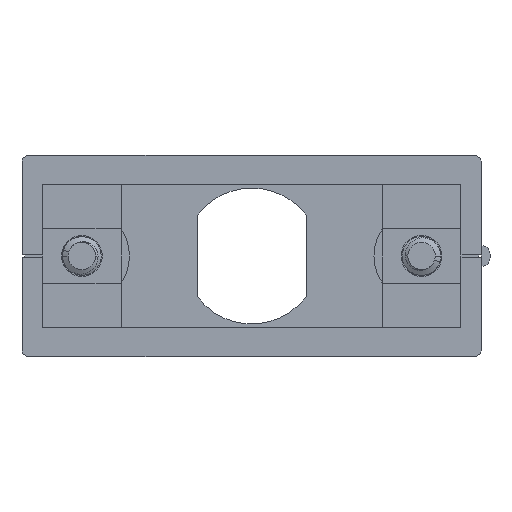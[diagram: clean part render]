
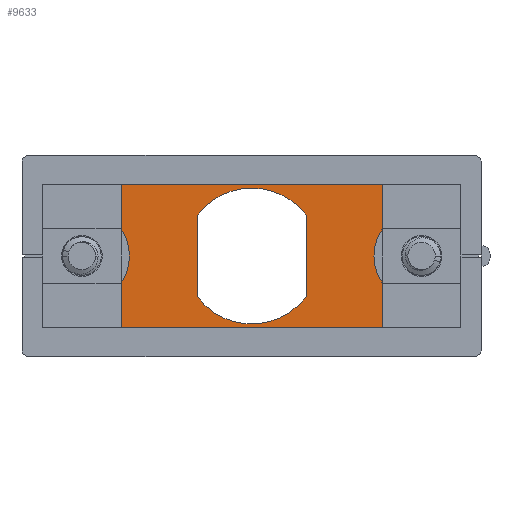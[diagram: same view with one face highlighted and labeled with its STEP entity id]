
A CAD part, front view. The second image highlights one B-rep face of the part: STEP entity #9633.
In plain terms, the highlighted planar face has unit normal (0, -1, 0).
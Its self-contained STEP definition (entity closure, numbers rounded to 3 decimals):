
#9 = CARTESIAN_POINT ( 'NONE',  ( 4., 14.7, -3. ) ) ;
#85 = VERTEX_POINT ( 'NONE', #3865 ) ;
#126 = CARTESIAN_POINT ( 'NONE',  ( 9.594, 14.7, 6.35 ) ) ;
#137 = CARTESIAN_POINT ( 'NONE',  ( -4., 14.7, 3. ) ) ;
#828 = PLANE ( 'NONE',  #15670 ) ;
#1055 = ORIENTED_EDGE ( 'NONE', *, *, #15157, .T. ) ;
#1349 = ORIENTED_EDGE ( 'NONE', *, *, #14390, .T. ) ;
#1572 = DIRECTION ( 'NONE',  ( 0., 1., 0. ) ) ;
#1629 = CIRCLE ( 'NONE', #11021, 5. ) ;
#1663 = EDGE_CURVE ( 'NONE', #5700, #2503, #15213, .T. ) ;
#1766 = ORIENTED_EDGE ( 'NONE', *, *, #10549, .T. ) ;
#1833 = VECTOR ( 'NONE', #10570, 1000. ) ;
#1872 = ORIENTED_EDGE ( 'NONE', *, *, #16036, .T. ) ;
#1954 = LINE ( 'NONE', #16531, #7660 ) ;
#2141 = DIRECTION ( 'NONE',  ( -1., 0., 0. ) ) ;
#2456 = CARTESIAN_POINT ( 'NONE',  ( -9.594, 14.7, -6.35 ) ) ;
#2503 = VERTEX_POINT ( 'NONE', #9 ) ;
#2558 = EDGE_LOOP ( 'NONE', ( #1766, #1055, #10981, #10227 ) ) ;
#2639 = CARTESIAN_POINT ( 'NONE',  ( 9.594, 14.7, 6.35 ) ) ;
#2867 = CIRCLE ( 'NONE', #12316, 5. ) ;
#3142 = CARTESIAN_POINT ( 'NONE',  ( -9.594, 14.7, 6.35 ) ) ;
#3252 = CARTESIAN_POINT ( 'NONE',  ( -4., 14.7, 3. ) ) ;
#3578 = CARTESIAN_POINT ( 'NONE',  ( 0., 14.7, 5. ) ) ;
#3590 = FACE_BOUND ( 'NONE', #10306, .T. ) ;
#3746 = VECTOR ( 'NONE', #13111, 1000. ) ;
#3865 = CARTESIAN_POINT ( 'NONE',  ( 9.594, 14.7, -6.35 ) ) ;
#4093 = CIRCLE ( 'NONE', #10241, 5. ) ;
#4418 = DIRECTION ( 'NONE',  ( 0., -1., 0. ) ) ;
#4578 = DIRECTION ( 'NONE',  ( 0., 0., 1. ) ) ;
#4749 = LINE ( 'NONE', #3252, #7395 ) ;
#4796 = EDGE_CURVE ( 'NONE', #10685, #14919, #1629, .T. ) ;
#5403 = VERTEX_POINT ( 'NONE', #2639 ) ;
#5521 = VERTEX_POINT ( 'NONE', #12880 ) ;
#5579 = DIRECTION ( 'NONE',  ( 0., 1., 0. ) ) ;
#5700 = VERTEX_POINT ( 'NONE', #12840 ) ;
#6635 = VERTEX_POINT ( 'NONE', #2456 ) ;
#6665 = EDGE_CURVE ( 'NONE', #14919, #5700, #2867, .T. ) ;
#7226 = LINE ( 'NONE', #7907, #3746 ) ;
#7395 = VECTOR ( 'NONE', #4578, 1000. ) ;
#7660 = VECTOR ( 'NONE', #16639, 1000. ) ;
#7907 = CARTESIAN_POINT ( 'NONE',  ( -9.594, 14.7, -6.35 ) ) ;
#7922 = DIRECTION ( 'NONE',  ( 0., 0., 1. ) ) ;
#8129 = ORIENTED_EDGE ( 'NONE', *, *, #4796, .T. ) ;
#8516 = DIRECTION ( 'NONE',  ( 1., 0., 0. ) ) ;
#8614 = VECTOR ( 'NONE', #7922, 1000. ) ;
#8638 = LINE ( 'NONE', #3142, #9060 ) ;
#9060 = VECTOR ( 'NONE', #2141, 1000. ) ;
#9448 = ORIENTED_EDGE ( 'NONE', *, *, #1663, .T. ) ;
#9633 = ADVANCED_FACE ( 'NONE', ( #13951, #3590 ), #828, .T. ) ;
#9812 = CARTESIAN_POINT ( 'NONE',  ( 4., 14.7, 3. ) ) ;
#10227 = ORIENTED_EDGE ( 'NONE', *, *, #14720, .T. ) ;
#10241 = AXIS2_PLACEMENT_3D ( 'NONE', #13328, #5579, #14623 ) ;
#10306 = EDGE_LOOP ( 'NONE', ( #1349, #1872, #8129, #11224, #9448 ) ) ;
#10549 = EDGE_CURVE ( 'NONE', #5521, #6635, #1954, .T. ) ;
#10570 = DIRECTION ( 'NONE',  ( 0., 0., -1. ) ) ;
#10685 = VERTEX_POINT ( 'NONE', #137 ) ;
#10981 = ORIENTED_EDGE ( 'NONE', *, *, #15936, .T. ) ;
#11021 = AXIS2_PLACEMENT_3D ( 'NONE', #12572, #1572, #14210 ) ;
#11224 = ORIENTED_EDGE ( 'NONE', *, *, #6665, .T. ) ;
#12083 = LINE ( 'NONE', #126, #8614 ) ;
#12270 = DIRECTION ( 'NONE',  ( 0., 1., 0. ) ) ;
#12316 = AXIS2_PLACEMENT_3D ( 'NONE', #12763, #12270, #8516 ) ;
#12572 = CARTESIAN_POINT ( 'NONE',  ( 0., 14.7, 0. ) ) ;
#12760 = CARTESIAN_POINT ( 'NONE',  ( -4., 14.7, -3. ) ) ;
#12763 = CARTESIAN_POINT ( 'NONE',  ( 0., 14.7, 0. ) ) ;
#12840 = CARTESIAN_POINT ( 'NONE',  ( 4., 14.7, 3. ) ) ;
#12880 = CARTESIAN_POINT ( 'NONE',  ( -9.594, 14.7, 6.35 ) ) ;
#13111 = DIRECTION ( 'NONE',  ( 1., 0., 0. ) ) ;
#13328 = CARTESIAN_POINT ( 'NONE',  ( 0., 14.7, 0. ) ) ;
#13442 = DIRECTION ( 'NONE',  ( 1., 0., 0. ) ) ;
#13541 = VERTEX_POINT ( 'NONE', #12760 ) ;
#13951 = FACE_OUTER_BOUND ( 'NONE', #2558, .T. ) ;
#14210 = DIRECTION ( 'NONE',  ( 1., 0., 0. ) ) ;
#14390 = EDGE_CURVE ( 'NONE', #2503, #13541, #4093, .T. ) ;
#14623 = DIRECTION ( 'NONE',  ( 1., 0., 0. ) ) ;
#14720 = EDGE_CURVE ( 'NONE', #5403, #5521, #8638, .T. ) ;
#14909 = CARTESIAN_POINT ( 'NONE',  ( -9.594, 14.7, -6.35 ) ) ;
#14919 = VERTEX_POINT ( 'NONE', #3578 ) ;
#15157 = EDGE_CURVE ( 'NONE', #6635, #85, #7226, .T. ) ;
#15213 = LINE ( 'NONE', #9812, #1833 ) ;
#15670 = AXIS2_PLACEMENT_3D ( 'NONE', #14909, #4418, #13442 ) ;
#15936 = EDGE_CURVE ( 'NONE', #85, #5403, #12083, .T. ) ;
#16036 = EDGE_CURVE ( 'NONE', #13541, #10685, #4749, .T. ) ;
#16531 = CARTESIAN_POINT ( 'NONE',  ( -9.594, 14.7, 6.35 ) ) ;
#16639 = DIRECTION ( 'NONE',  ( 0., 0., -1. ) ) ;
